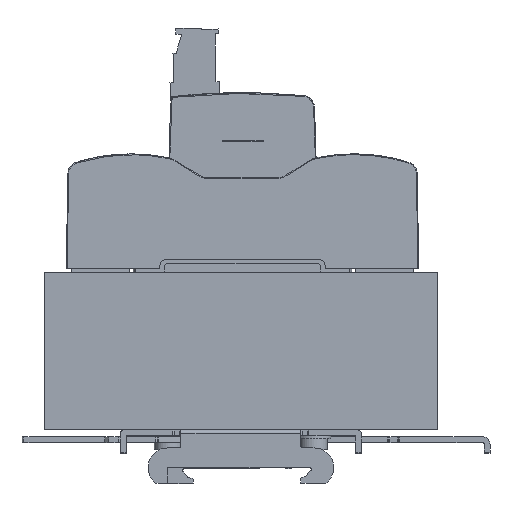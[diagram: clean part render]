
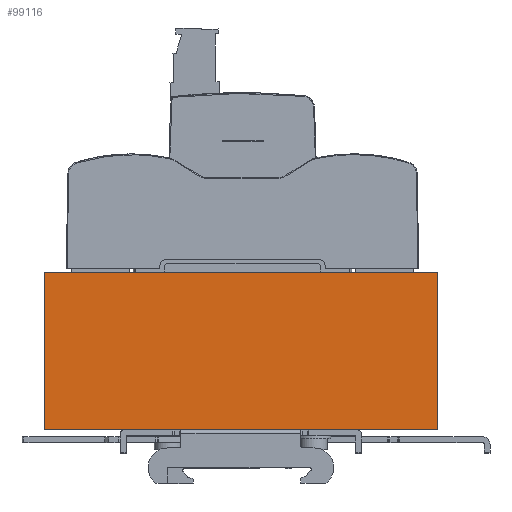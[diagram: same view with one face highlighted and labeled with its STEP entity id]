
A CAD part, left-side view. The second image highlights one B-rep face of the part: STEP entity #99116.
In plain terms, the highlighted planar face has unit normal (-1, 0, 0).
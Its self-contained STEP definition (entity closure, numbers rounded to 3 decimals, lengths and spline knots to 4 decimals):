
#3952=LINE('',#153003,#13401);
#4095=LINE('',#153592,#13544);
#4331=LINE('',#154263,#13780);
#4332=LINE('',#154265,#13781);
#13401=VECTOR('',#119568,1.5748);
#13544=VECTOR('',#120019,1.5748);
#13780=VECTOR('',#120721,3.937);
#13781=VECTOR('',#120724,3.937);
#24796=FACE_OUTER_BOUND('',#30108,.T.);
#30108=EDGE_LOOP('',(#69877,#69878,#69879,#69880));
#40001=VERTEX_POINT('',#153000);
#40002=VERTEX_POINT('',#153002);
#40293=VERTEX_POINT('',#153589);
#40294=VERTEX_POINT('',#153591);
#50692=EDGE_CURVE('',#40001,#40002,#3952,.T.);
#50988=EDGE_CURVE('',#40294,#40293,#4095,.T.);
#51310=EDGE_CURVE('',#40002,#40293,#4331,.T.);
#51311=EDGE_CURVE('',#40001,#40294,#4332,.T.);
#69877=ORIENTED_EDGE('',*,*,#50988,.T.);
#69878=ORIENTED_EDGE('',*,*,#51310,.F.);
#69879=ORIENTED_EDGE('',*,*,#50692,.F.);
#69880=ORIENTED_EDGE('',*,*,#51311,.T.);
#89945=PLANE('',#105931);
#99116=ADVANCED_FACE('',(#24796),#89945,.F.);
#105931=AXIS2_PLACEMENT_3D('',#154264,#120722,#120723);
#119568=DIRECTION('',(0.,0.,-1.));
#120019=DIRECTION('',(0.,0.,-1.));
#120721=DIRECTION('',(0.,1.,0.));
#120722=DIRECTION('center_axis',(1.,0.,0.));
#120723=DIRECTION('ref_axis',(0.,0.,-1.));
#120724=DIRECTION('',(0.,1.,0.));
#153000=CARTESIAN_POINT('',(-1.2992,-1.9685,0.7874));
#153002=CARTESIAN_POINT('',(-1.2992,-1.9685,-0.7874));
#153003=CARTESIAN_POINT('',(-1.2992,-1.9685,0.7874));
#153589=CARTESIAN_POINT('',(-1.2992,1.9685,-0.7874));
#153591=CARTESIAN_POINT('',(-1.2992,1.9685,0.7874));
#153592=CARTESIAN_POINT('',(-1.2992,1.9685,0.7874));
#154263=CARTESIAN_POINT('',(-1.2992,-1.9685,-0.7874));
#154264=CARTESIAN_POINT('Origin',(-1.2992,-1.9685,0.7874));
#154265=CARTESIAN_POINT('',(-1.2992,-1.9685,0.7874));
